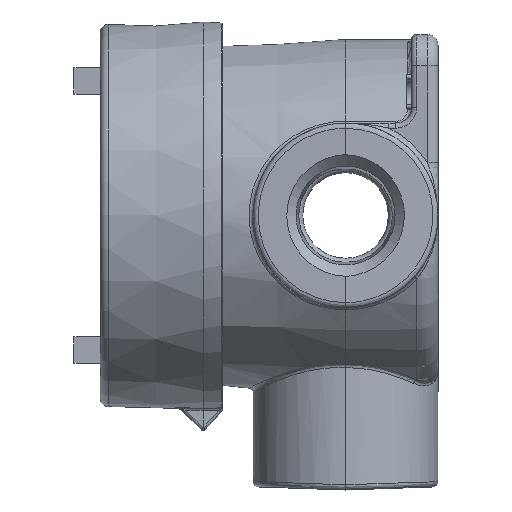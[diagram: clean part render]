
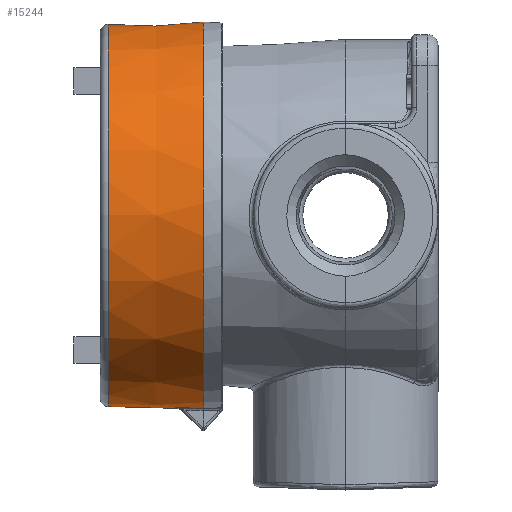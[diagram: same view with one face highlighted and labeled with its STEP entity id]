
A CAD part, left-side view. The second image highlights one B-rep face of the part: STEP entity #15244.
In plain terms, the highlighted conical face has half-angle 1.5 degrees and reference radius 58.214 mm.
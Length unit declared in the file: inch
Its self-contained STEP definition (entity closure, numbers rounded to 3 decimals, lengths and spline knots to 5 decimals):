
#1975=LINE('',#54385,#3250);
#3250=VECTOR('',#19437,2.29188);
#3300=CONICAL_SURFACE('',#16272,2.29188,0.026);
#4112=FACE_OUTER_BOUND('',#5032,.T.);
#5032=EDGE_LOOP('',(#13907,#13908,#13909,#13910,#13911,#13912,#13913,#13914));
#5617=B_SPLINE_CURVE_WITH_KNOTS('',3,(#54367,#54368,#54369,#54370,#54371,
#54372,#54373,#54374,#54375,#54376),.UNSPECIFIED.,.F.,.F.,(4,2,2,2,4),(0.,
0.25,0.5,0.75,1.),.UNSPECIFIED.);
#5618=B_SPLINE_CURVE_WITH_KNOTS('',3,(#54378,#54379,#54380,#54381),
 .UNSPECIFIED.,.F.,.F.,(4,4),(0.,1.),.UNSPECIFIED.);
#5619=B_SPLINE_CURVE_WITH_KNOTS('',3,(#54389,#54390,#54391,#54392),
 .UNSPECIFIED.,.F.,.F.,(4,4),(0.,1.),.UNSPECIFIED.);
#5955=CIRCLE('',#16273,2.29188);
#5956=CIRCLE('',#16274,2.26235);
#5957=CIRCLE('',#16275,2.29188);
#7361=VERTEX_POINT('',#54365);
#7362=VERTEX_POINT('',#54366);
#7363=VERTEX_POINT('',#54377);
#7364=VERTEX_POINT('',#54382);
#7365=VERTEX_POINT('',#54384);
#7366=VERTEX_POINT('',#54387);
#9555=EDGE_CURVE('',#7361,#7362,#5617,.T.);
#9556=EDGE_CURVE('',#7362,#7363,#5618,.T.);
#9557=EDGE_CURVE('',#7363,#7364,#5955,.F.);
#9558=EDGE_CURVE('',#7364,#7365,#1975,.T.);
#9559=EDGE_CURVE('',#7365,#7365,#5956,.T.);
#9560=EDGE_CURVE('',#7364,#7366,#5957,.F.);
#9561=EDGE_CURVE('',#7366,#7361,#5619,.T.);
#13907=ORIENTED_EDGE('',*,*,#9555,.T.);
#13908=ORIENTED_EDGE('',*,*,#9556,.T.);
#13909=ORIENTED_EDGE('',*,*,#9557,.T.);
#13910=ORIENTED_EDGE('',*,*,#9558,.T.);
#13911=ORIENTED_EDGE('',*,*,#9559,.T.);
#13912=ORIENTED_EDGE('',*,*,#9558,.F.);
#13913=ORIENTED_EDGE('',*,*,#9560,.T.);
#13914=ORIENTED_EDGE('',*,*,#9561,.T.);
#15244=ADVANCED_FACE('',(#4112),#3300,.T.);
#16272=AXIS2_PLACEMENT_3D('',#54364,#19433,#19434);
#16273=AXIS2_PLACEMENT_3D('',#54383,#19435,#19436);
#16274=AXIS2_PLACEMENT_3D('',#54386,#19438,#19439);
#16275=AXIS2_PLACEMENT_3D('',#54388,#19440,#19441);
#19433=DIRECTION('center_axis',(0.,0.,-1.));
#19434=DIRECTION('ref_axis',(1.,0.,0.));
#19435=DIRECTION('center_axis',(0.,0.,-1.));
#19436=DIRECTION('ref_axis',(0.094,-0.996,0.));
#19437=DIRECTION('',(0.026,0.,1.));
#19438=DIRECTION('center_axis',(0.,0.,-1.));
#19439=DIRECTION('ref_axis',(-1.,0.,0.));
#19440=DIRECTION('center_axis',(0.,0.,-1.));
#19441=DIRECTION('ref_axis',(0.094,-0.996,0.));
#54364=CARTESIAN_POINT('Origin',(0.,0.,0.25));
#54365=CARTESIAN_POINT('',(-0.20732,-2.27386,0.57789));
#54366=CARTESIAN_POINT('',(0.20732,-2.27386,0.57789));
#54367=CARTESIAN_POINT('Ctrl Pts',(-0.20732,-2.27386,
0.57789));
#54368=CARTESIAN_POINT('Ctrl Pts',(-0.17295,-2.27708,
0.57453));
#54369=CARTESIAN_POINT('Ctrl Pts',(-0.13826,-2.27952,
0.57199));
#54370=CARTESIAN_POINT('Ctrl Pts',(-0.06895,-2.28275,
0.56862));
#54371=CARTESIAN_POINT('Ctrl Pts',(-0.03423,-2.28356,
0.56778));
#54372=CARTESIAN_POINT('Ctrl Pts',(0.03531,-2.28355,
0.56779));
#54373=CARTESIAN_POINT('Ctrl Pts',(0.07008,-2.28272,
0.56866));
#54374=CARTESIAN_POINT('Ctrl Pts',(0.13902,-2.27947,
0.57204));
#54375=CARTESIAN_POINT('Ctrl Pts',(0.17327,-2.27705,
0.57457));
#54376=CARTESIAN_POINT('Ctrl Pts',(0.20732,-2.27386,
0.57789));
#54377=CARTESIAN_POINT('',(0.2158,-2.28169,0.25));
#54378=CARTESIAN_POINT('Ctrl Pts',(0.20732,-2.27386,
0.57789));
#54379=CARTESIAN_POINT('Ctrl Pts',(0.21014,-2.27647,
0.4686));
#54380=CARTESIAN_POINT('Ctrl Pts',(0.21297,-2.27909,
0.3593));
#54381=CARTESIAN_POINT('Ctrl Pts',(0.2158,-2.28169,
0.25));
#54382=CARTESIAN_POINT('',(-2.29188,0.,0.25));
#54383=CARTESIAN_POINT('Origin',(0.,0.,
0.25));
#54384=CARTESIAN_POINT('',(-2.26235,0.,1.37745));
#54385=CARTESIAN_POINT('',(-2.29188,0.,0.25));
#54386=CARTESIAN_POINT('Origin',(0.,0.,1.37745));
#54387=CARTESIAN_POINT('',(-0.2158,-2.28169,0.25));
#54388=CARTESIAN_POINT('Origin',(0.,0.,
0.25));
#54389=CARTESIAN_POINT('Ctrl Pts',(-0.2158,-2.28169,
0.25));
#54390=CARTESIAN_POINT('Ctrl Pts',(-0.21297,-2.27909,
0.3593));
#54391=CARTESIAN_POINT('Ctrl Pts',(-0.21014,-2.27647,
0.4686));
#54392=CARTESIAN_POINT('Ctrl Pts',(-0.20732,-2.27386,
0.57789));
